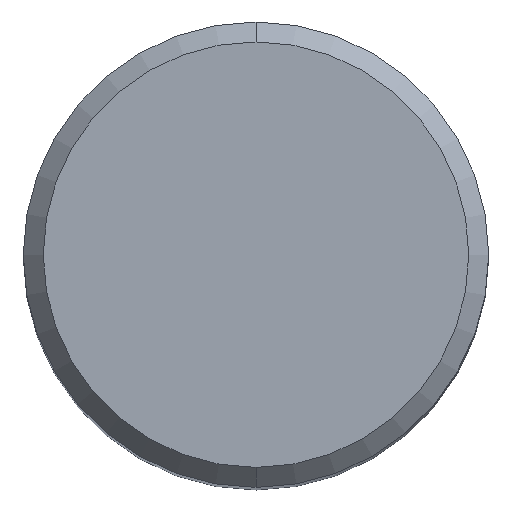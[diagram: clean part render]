
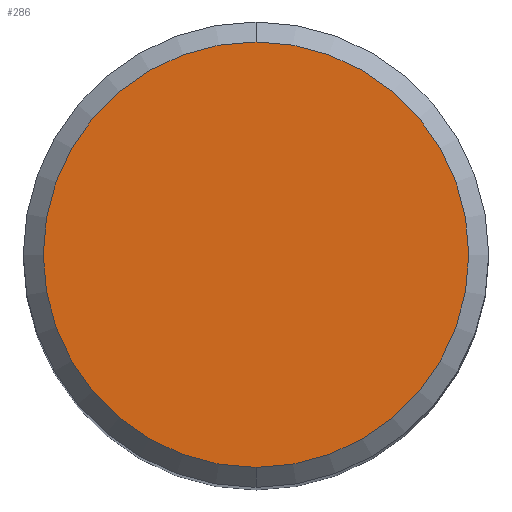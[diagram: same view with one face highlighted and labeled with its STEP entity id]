
A CAD part, top view. The second image highlights one B-rep face of the part: STEP entity #286.
In plain terms, the highlighted planar face has unit normal (0, 0, 1).
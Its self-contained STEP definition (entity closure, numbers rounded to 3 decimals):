
#208=VERTEX_POINT('',#511);
#286=ADVANCED_FACE('',(#595),#596,.T.);
#380=VERTEX_POINT('',#702);
#422=EDGE_CURVE('',#208,#380,#750,.T.);
#438=EDGE_CURVE('',#380,#208,#768,.T.);
#511=CARTESIAN_POINT('',(0.0,6.4,0.0));
#595=FACE_OUTER_BOUND('',#1098,.T.);
#596=PLANE('',#1099);
#702=CARTESIAN_POINT('',(0.,-6.4,0.0));
#750=CIRCLE('',#1419,6.4);
#768=CIRCLE('',#1444,6.4);
#1098=EDGE_LOOP('',(#1598,#1599));
#1099=AXIS2_PLACEMENT_3D('',#1600,#1601,#1602);
#1419=AXIS2_PLACEMENT_3D('',#1795,#1796,#1797);
#1444=AXIS2_PLACEMENT_3D('',#1817,#1818,#1819);
#1598=ORIENTED_EDGE('',*,*,#422,.F.);
#1599=ORIENTED_EDGE('',*,*,#438,.F.);
#1600=CARTESIAN_POINT('',(0.0,3.2,0.0));
#1601=DIRECTION('',(-0.0,0.0,1.0));
#1602=DIRECTION('',(0.0,-1.0,0.0));
#1795=CARTESIAN_POINT('',(0.0,0.0,0.0));
#1796=DIRECTION('',(0.0,0.0,-1.0));
#1797=DIRECTION('',(0.0,1.0,0.0));
#1817=CARTESIAN_POINT('',(0.0,0.0,0.0));
#1818=DIRECTION('',(0.0,0.0,-1.0));
#1819=DIRECTION('',(0.0,1.0,0.0));
